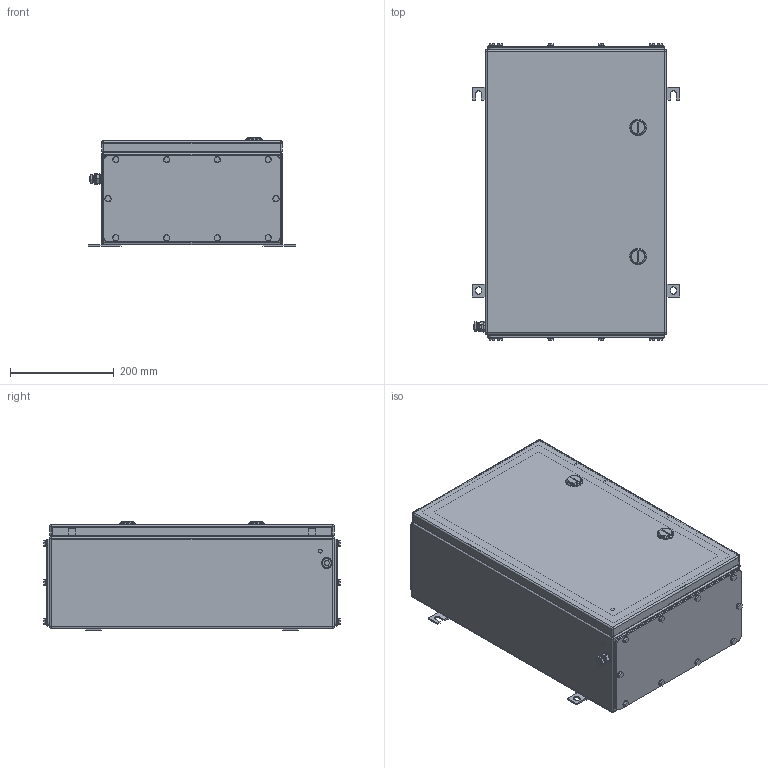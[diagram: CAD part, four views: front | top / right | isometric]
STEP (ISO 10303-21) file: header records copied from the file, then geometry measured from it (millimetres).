
FILE_DESCRIPTION(('CATIA V5 STEP Exchange','CAx-IF Rec.Pracs.--- Model Styling and Organization---1.4--- 2014-01-23'),'2;1');
FILE_NAME ('008835-6_3_1200630000_1200630000.stp','2019-09-23T08:58:31+00:00',('none'),('Weidmueller'),'CATIA Version 5-6 Release 2016 SP3 HF44','CATIA V5 STEP AP214','none');
FILE_SCHEMA(('AUTOMOTIVE_DESIGN { 1 0 10303 214 1 1 1 1 }'));
Length unit declared in the file: millimetre
Products named in the file (1): 1200630000
Bounding box: 401 x 572 x 209.8 mm (x, y, z)
Volume: 1741279.9 mm3; surface area: 1930308.3 mm2
Topology: 92 solids, 94 shells, 1847 faces, 4248 edges, 2662 vertices
Faces by surface type: plane 811, cylinder 798, cone 184, sphere 24, torus 22, bspline 8
Entity records: 50281 total; most frequent: CARTESIAN_POINT 11011, ORIENTED_EDGE 8336, DIRECTION 6615, EDGE_CURVE 4168, AXIS2_PLACEMENT_3D 2889, VERTEX_POINT 2662, VECTOR 2336, LINE 2336
